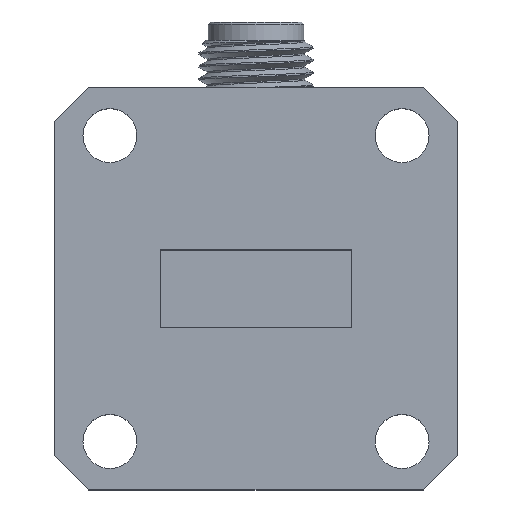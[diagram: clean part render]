
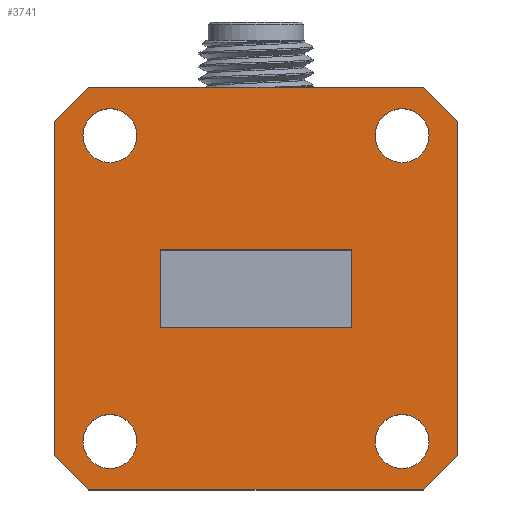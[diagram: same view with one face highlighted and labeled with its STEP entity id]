
A CAD part, top view. The second image highlights one B-rep face of the part: STEP entity #3741.
In plain terms, the highlighted planar face has unit normal (0, 0, 1).
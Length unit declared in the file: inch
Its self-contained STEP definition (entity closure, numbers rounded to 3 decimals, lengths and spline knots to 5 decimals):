
#3 = VERTEX_POINT ( 'NONE', #14200 ) ;
#39 = DIRECTION ( 'NONE',  ( 1., 0., 0. ) ) ;
#126 = DIRECTION ( 'NONE',  ( 0.707, 0.707, 0. ) ) ;
#289 = EDGE_LOOP ( 'NONE', ( #2634, #6949, #3770, #14593 ) ) ;
#414 = FACE_BOUND ( 'NONE', #289, .T. ) ;
#507 = DIRECTION ( 'NONE',  ( 1., 0., 0. ) ) ;
#508 = EDGE_CURVE ( 'NONE', #10061, #3, #4382, .T. ) ;
#713 = DIRECTION ( 'NONE',  ( -0.707, 0.707, 0. ) ) ;
#883 = DIRECTION ( 'NONE',  ( 1., 0., 0. ) ) ;
#928 = VECTOR ( 'NONE', #126, 39.37008 ) ;
#932 = EDGE_CURVE ( 'NONE', #7271, #15497, #10993, .T. ) ;
#961 = ORIENTED_EDGE ( 'NONE', *, *, #7389, .F. ) ;
#1045 = ORIENTED_EDGE ( 'NONE', *, *, #13616, .T. ) ;
#1050 = DIRECTION ( 'NONE',  ( -1., 0., 0. ) ) ;
#1068 = CARTESIAN_POINT ( 'NONE',  ( -0.44094, -0.44094, 0. ) ) ;
#1277 = CARTESIAN_POINT ( 'NONE',  ( -0.36594, 0.44094, 0. ) ) ;
#1384 = VECTOR ( 'NONE', #713, 39.37008 ) ;
#1848 = FACE_BOUND ( 'NONE', #13824, .T. ) ;
#1932 = CARTESIAN_POINT ( 'NONE',  ( 0.21, -0.085, 0. ) ) ;
#2021 = VERTEX_POINT ( 'NONE', #15313 ) ;
#2145 = CARTESIAN_POINT ( 'NONE',  ( 0.21, 0.085, 0. ) ) ;
#2327 = AXIS2_PLACEMENT_3D ( 'NONE', #10673, #8452, #15521 ) ;
#2330 = CARTESIAN_POINT ( 'NONE',  ( -0.26094, -0.335, 0. ) ) ;
#2484 = AXIS2_PLACEMENT_3D ( 'NONE', #4730, #9674, #39 ) ;
#2581 = VECTOR ( 'NONE', #10725, 39.37008 ) ;
#2595 = CIRCLE ( 'NONE', #11497, 0.05906 ) ;
#2634 = ORIENTED_EDGE ( 'NONE', *, *, #508, .F. ) ;
#2644 = CARTESIAN_POINT ( 'NONE',  ( 0.21, -0.085, 0. ) ) ;
#3123 = DIRECTION ( 'NONE',  ( 0., 1., 0. ) ) ;
#3139 = VERTEX_POINT ( 'NONE', #10537 ) ;
#3171 = CARTESIAN_POINT ( 'NONE',  ( 0.44094, 0.36594, 0. ) ) ;
#3320 = LINE ( 'NONE', #4582, #2581 ) ;
#3375 = CARTESIAN_POINT ( 'NONE',  ( -0.32, 0.335, 0. ) ) ;
#3431 = ORIENTED_EDGE ( 'NONE', *, *, #7285, .T. ) ;
#3517 = CARTESIAN_POINT ( 'NONE',  ( -0.36594, -0.44094, 0. ) ) ;
#3619 = VERTEX_POINT ( 'NONE', #2644 ) ;
#3741 = ADVANCED_FACE ( 'NONE', ( #5423, #7758, #1848, #11553, #12597, #414 ), #10433, .F. ) ;
#3770 = ORIENTED_EDGE ( 'NONE', *, *, #5812, .F. ) ;
#4102 = DIRECTION ( 'NONE',  ( 1., 0., 0. ) ) ;
#4155 = DIRECTION ( 'NONE',  ( 0., 0., -1. ) ) ;
#4364 = EDGE_CURVE ( 'NONE', #15497, #11862, #4506, .T. ) ;
#4382 = LINE ( 'NONE', #5499, #12089 ) ;
#4506 = LINE ( 'NONE', #3171, #1384 ) ;
#4558 = DIRECTION ( 'NONE',  ( 1., 0., 0. ) ) ;
#4582 = CARTESIAN_POINT ( 'NONE',  ( -0.21, -0.085, 0. ) ) ;
#4683 = CARTESIAN_POINT ( 'NONE',  ( -0.44094, -0.36594, 0. ) ) ;
#4730 = CARTESIAN_POINT ( 'NONE',  ( -0.32, -0.335, 0. ) ) ;
#4792 = VERTEX_POINT ( 'NONE', #2330 ) ;
#4879 = CARTESIAN_POINT ( 'NONE',  ( -0.44094, -0.36594, 0. ) ) ;
#5215 = VERTEX_POINT ( 'NONE', #1277 ) ;
#5343 = CARTESIAN_POINT ( 'NONE',  ( 0., 0., 0. ) ) ;
#5384 = VECTOR ( 'NONE', #14406, 39.37008 ) ;
#5390 = VECTOR ( 'NONE', #883, 39.37008 ) ;
#5423 = FACE_BOUND ( 'NONE', #6574, .T. ) ;
#5434 = CARTESIAN_POINT ( 'NONE',  ( 0.32, -0.335, 0. ) ) ;
#5499 = CARTESIAN_POINT ( 'NONE',  ( -0.21, 0.085, 0. ) ) ;
#5812 = EDGE_CURVE ( 'NONE', #9706, #3619, #12700, .T. ) ;
#5829 = DIRECTION ( 'NONE',  ( 0., -1., 0. ) ) ;
#5942 = VECTOR ( 'NONE', #4102, 39.37008 ) ;
#5955 = LINE ( 'NONE', #4683, #5384 ) ;
#6067 = CARTESIAN_POINT ( 'NONE',  ( 0.37906, -0.335, 0. ) ) ;
#6084 = CARTESIAN_POINT ( 'NONE',  ( 0.36594, -0.44094, 0. ) ) ;
#6215 = EDGE_LOOP ( 'NONE', ( #11235 ) ) ;
#6429 = VECTOR ( 'NONE', #12262, 39.37008 ) ;
#6493 = VERTEX_POINT ( 'NONE', #7842 ) ;
#6574 = EDGE_LOOP ( 'NONE', ( #12159 ) ) ;
#6757 = DIRECTION ( 'NONE',  ( -0.707, -0.707, 0. ) ) ;
#6935 = CARTESIAN_POINT ( 'NONE',  ( -0.44094, -0.44094, 0. ) ) ;
#6949 = ORIENTED_EDGE ( 'NONE', *, *, #7002, .F. ) ;
#7002 = EDGE_CURVE ( 'NONE', #3619, #10061, #8070, .T. ) ;
#7271 = VERTEX_POINT ( 'NONE', #13135 ) ;
#7272 = VERTEX_POINT ( 'NONE', #6067 ) ;
#7276 = VECTOR ( 'NONE', #5829, 39.37008 ) ;
#7278 = EDGE_CURVE ( 'NONE', #2021, #2021, #11989, .T. ) ;
#7285 = EDGE_CURVE ( 'NONE', #14278, #15446, #12100, .T. ) ;
#7389 = EDGE_CURVE ( 'NONE', #3139, #3139, #2595, .T. ) ;
#7413 = CARTESIAN_POINT ( 'NONE',  ( 0.44094, -0.44094, 0. ) ) ;
#7495 = VERTEX_POINT ( 'NONE', #4879 ) ;
#7506 = EDGE_LOOP ( 'NONE', ( #961 ) ) ;
#7758 = FACE_BOUND ( 'NONE', #6215, .T. ) ;
#7807 = AXIS2_PLACEMENT_3D ( 'NONE', #5434, #14917, #507 ) ;
#7842 = CARTESIAN_POINT ( 'NONE',  ( -0.44094, 0.36594, 0. ) ) ;
#8070 = LINE ( 'NONE', #1932, #9965 ) ;
#8452 = DIRECTION ( 'NONE',  ( 0., 0., 1. ) ) ;
#8650 = CARTESIAN_POINT ( 'NONE',  ( 0.44094, 0.36594, 0. ) ) ;
#8736 = CARTESIAN_POINT ( 'NONE',  ( -0.21, -0.085, 0. ) ) ;
#9259 = DIRECTION ( 'NONE',  ( -1., 0., 0. ) ) ;
#9266 = EDGE_CURVE ( 'NONE', #11862, #5215, #14345, .T. ) ;
#9674 = DIRECTION ( 'NONE',  ( 0., 0., 1. ) ) ;
#9706 = VERTEX_POINT ( 'NONE', #13945 ) ;
#9965 = VECTOR ( 'NONE', #3123, 39.37008 ) ;
#10061 = VERTEX_POINT ( 'NONE', #2145 ) ;
#10131 = EDGE_CURVE ( 'NONE', #7495, #14278, #5955, .T. ) ;
#10360 = DIRECTION ( 'NONE',  ( -1., 0., 0. ) ) ;
#10433 = PLANE ( 'NONE',  #15048 ) ;
#10537 = CARTESIAN_POINT ( 'NONE',  ( -0.26094, 0.335, 0. ) ) ;
#10621 = DIRECTION ( 'NONE',  ( 0., 0., 1. ) ) ;
#10655 = EDGE_CURVE ( 'NONE', #3, #9706, #3320, .T. ) ;
#10673 = CARTESIAN_POINT ( 'NONE',  ( 0.32, 0.335, 0. ) ) ;
#10725 = DIRECTION ( 'NONE',  ( 0., -1., 0. ) ) ;
#10761 = CARTESIAN_POINT ( 'NONE',  ( -0.44094, 0.44094, 0. ) ) ;
#10963 = VECTOR ( 'NONE', #1050, 39.37008 ) ;
#10993 = LINE ( 'NONE', #7413, #6429 ) ;
#11039 = CARTESIAN_POINT ( 'NONE',  ( 0.36594, -0.44094, 0. ) ) ;
#11235 = ORIENTED_EDGE ( 'NONE', *, *, #12598, .F. ) ;
#11497 = AXIS2_PLACEMENT_3D ( 'NONE', #3375, #10621, #4558 ) ;
#11530 = LINE ( 'NONE', #13029, #13663 ) ;
#11553 = FACE_BOUND ( 'NONE', #7506, .T. ) ;
#11862 = VERTEX_POINT ( 'NONE', #13586 ) ;
#11989 = CIRCLE ( 'NONE', #2327, 0.05906 ) ;
#12089 = VECTOR ( 'NONE', #9259, 39.37008 ) ;
#12100 = LINE ( 'NONE', #6935, #5390 ) ;
#12159 = ORIENTED_EDGE ( 'NONE', *, *, #15431, .F. ) ;
#12216 = ORIENTED_EDGE ( 'NONE', *, *, #10131, .T. ) ;
#12262 = DIRECTION ( 'NONE',  ( 0., 1., 0. ) ) ;
#12330 = EDGE_CURVE ( 'NONE', #6493, #7495, #15627, .T. ) ;
#12393 = ORIENTED_EDGE ( 'NONE', *, *, #7278, .F. ) ;
#12471 = LINE ( 'NONE', #11039, #928 ) ;
#12597 = FACE_OUTER_BOUND ( 'NONE', #14925, .T. ) ;
#12598 = EDGE_CURVE ( 'NONE', #7272, #7272, #14647, .T. ) ;
#12700 = LINE ( 'NONE', #8736, #5942 ) ;
#13029 = CARTESIAN_POINT ( 'NONE',  ( -0.36594, 0.44094, 0. ) ) ;
#13135 = CARTESIAN_POINT ( 'NONE',  ( 0.44094, -0.36594, 0. ) ) ;
#13195 = ORIENTED_EDGE ( 'NONE', *, *, #932, .T. ) ;
#13296 = EDGE_CURVE ( 'NONE', #15446, #7271, #12471, .T. ) ;
#13586 = CARTESIAN_POINT ( 'NONE',  ( 0.36594, 0.44094, 0. ) ) ;
#13616 = EDGE_CURVE ( 'NONE', #5215, #6493, #11530, .T. ) ;
#13663 = VECTOR ( 'NONE', #6757, 39.37008 ) ;
#13824 = EDGE_LOOP ( 'NONE', ( #12393 ) ) ;
#13945 = CARTESIAN_POINT ( 'NONE',  ( -0.21, -0.085, 0. ) ) ;
#14200 = CARTESIAN_POINT ( 'NONE',  ( -0.21, 0.085, 0. ) ) ;
#14278 = VERTEX_POINT ( 'NONE', #3517 ) ;
#14345 = LINE ( 'NONE', #10761, #10963 ) ;
#14406 = DIRECTION ( 'NONE',  ( 0.707, -0.707, 0. ) ) ;
#14433 = CIRCLE ( 'NONE', #2484, 0.05906 ) ;
#14593 = ORIENTED_EDGE ( 'NONE', *, *, #10655, .F. ) ;
#14608 = ORIENTED_EDGE ( 'NONE', *, *, #9266, .T. ) ;
#14647 = CIRCLE ( 'NONE', #7807, 0.05906 ) ;
#14917 = DIRECTION ( 'NONE',  ( 0., 0., 1. ) ) ;
#14925 = EDGE_LOOP ( 'NONE', ( #15743, #12216, #3431, #15746, #13195, #15413, #14608, #1045 ) ) ;
#15048 = AXIS2_PLACEMENT_3D ( 'NONE', #5343, #4155, #10360 ) ;
#15313 = CARTESIAN_POINT ( 'NONE',  ( 0.37906, 0.335, 0. ) ) ;
#15413 = ORIENTED_EDGE ( 'NONE', *, *, #4364, .T. ) ;
#15431 = EDGE_CURVE ( 'NONE', #4792, #4792, #14433, .T. ) ;
#15446 = VERTEX_POINT ( 'NONE', #6084 ) ;
#15497 = VERTEX_POINT ( 'NONE', #8650 ) ;
#15521 = DIRECTION ( 'NONE',  ( 1., 0., 0. ) ) ;
#15627 = LINE ( 'NONE', #1068, #7276 ) ;
#15743 = ORIENTED_EDGE ( 'NONE', *, *, #12330, .T. ) ;
#15746 = ORIENTED_EDGE ( 'NONE', *, *, #13296, .T. ) ;
